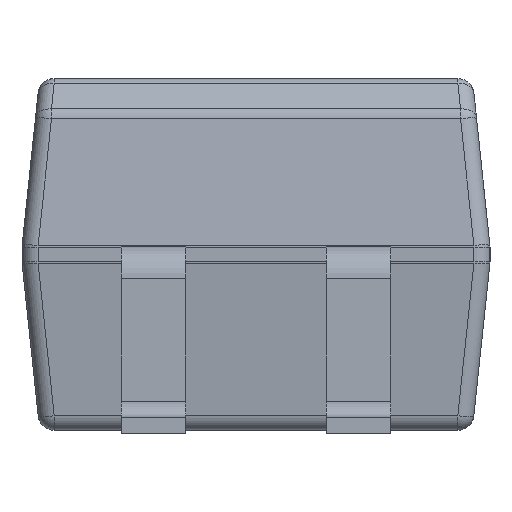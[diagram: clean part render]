
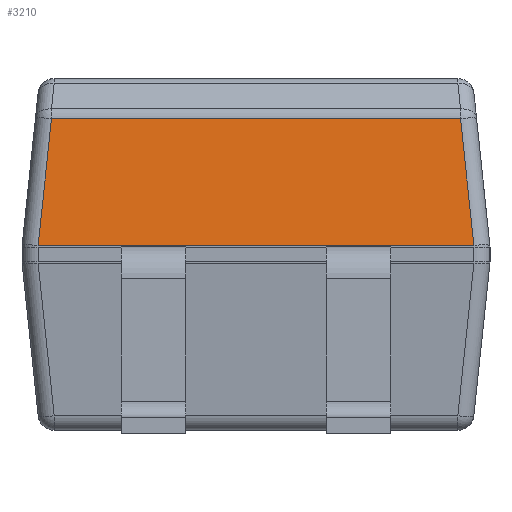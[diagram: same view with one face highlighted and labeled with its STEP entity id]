
A CAD part, left-side view. The second image highlights one B-rep face of the part: STEP entity #3210.
In plain terms, the highlighted planar face has unit normal (-0.995, 0, 0.104).
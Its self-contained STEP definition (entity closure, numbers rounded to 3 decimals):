
#1950 = CYLINDRICAL_SURFACE('',#1951,0.1);
#1951 = AXIS2_PLACEMENT_3D('',#1952,#1953,#1954);
#1952 = CARTESIAN_POINT('',(0.1,0.,1.155));
#1953 = DIRECTION('',(0.,1.,0.));
#1954 = DIRECTION('',(-1.,0.,0.));
#2553 = VERTEX_POINT('',#2554);
#2554 = CARTESIAN_POINT('',(0.001,0.1,1.165));
#2576 = EDGE_CURVE('',#2553,#2577,#2579,.T.);
#2577 = VERTEX_POINT('',#2578);
#2578 = CARTESIAN_POINT('',(0.001,2.8,1.165));
#2579 = SURFACE_CURVE('',#2580,(#2584,#2591),.PCURVE_S1.);
#2580 = LINE('',#2581,#2582);
#2581 = CARTESIAN_POINT('',(0.001,0.,1.165)
  );
#2582 = VECTOR('',#2583,1.);
#2583 = DIRECTION('',(0.,1.,0.));
#2584 = PCURVE('',#1950,#2585);
#2585 = DEFINITIONAL_REPRESENTATION('',(#2586),#2590);
#2586 = LINE('',#2587,#2588);
#2587 = CARTESIAN_POINT('',(0.105,0.));
#2588 = VECTOR('',#2589,1.);
#2589 = DIRECTION('',(0.,1.));
#2590 = ( GEOMETRIC_REPRESENTATION_CONTEXT(2) 
PARAMETRIC_REPRESENTATION_CONTEXT() REPRESENTATION_CONTEXT('2D SPACE',''
  ) );
#2591 = PCURVE('',#2592,#2597);
#2592 = PLANE('',#2593);
#2593 = AXIS2_PLACEMENT_3D('',#2594,#2595,#2596);
#2594 = CARTESIAN_POINT('',(0.,0.,1.16));
#2595 = DIRECTION('',(-0.995,0.,0.105));
#2596 = DIRECTION('',(0.,1.,0.));
#2597 = DEFINITIONAL_REPRESENTATION('',(#2598),#2602);
#2598 = LINE('',#2599,#2600);
#2599 = CARTESIAN_POINT('',(0.,-0.005));
#2600 = VECTOR('',#2601,1.);
#2601 = DIRECTION('',(1.,0.));
#2602 = ( GEOMETRIC_REPRESENTATION_CONTEXT(2) 
PARAMETRIC_REPRESENTATION_CONTEXT() REPRESENTATION_CONTEXT('2D SPACE',''
  ) );
#3150 = CYLINDRICAL_SURFACE('',#3151,0.1);
#3151 = AXIS2_PLACEMENT_3D('',#3152,#3153,#3154);
#3152 = CARTESIAN_POINT('',(0.098,0.098,
    1.139));
#3153 = DIRECTION('',(0.104,0.104,0.989));
#3154 = DIRECTION('',(-0.995,0.,
    0.105));
#3194 = CYLINDRICAL_SURFACE('',#3195,0.1);
#3195 = AXIS2_PLACEMENT_3D('',#3196,#3197,#3198);
#3196 = CARTESIAN_POINT('',(0.098,2.802,
    1.139));
#3197 = DIRECTION('',(0.104,-0.104,0.989));
#3198 = DIRECTION('',(-0.995,0.,0.105
    ));
#3210 = ADVANCED_FACE('',(#3211),#2592,.T.);
#3211 = FACE_BOUND('',#3212,.T.);
#3212 = EDGE_LOOP('',(#3213,#3214,#3237,#3265));
#3213 = ORIENTED_EDGE('',*,*,#2576,.F.);
#3214 = ORIENTED_EDGE('',*,*,#3215,.T.);
#3215 = EDGE_CURVE('',#2553,#3216,#3218,.T.);
#3216 = VERTEX_POINT('',#3217);
#3217 = CARTESIAN_POINT('',(0.083,0.183,
    1.952));
#3218 = SURFACE_CURVE('',#3219,(#3223,#3230),.PCURVE_S1.);
#3219 = LINE('',#3220,#3221);
#3220 = CARTESIAN_POINT('',(-0.001,0.098,
    1.15));
#3221 = VECTOR('',#3222,1.);
#3222 = DIRECTION('',(0.104,0.104,0.989));
#3223 = PCURVE('',#2592,#3224);
#3224 = DEFINITIONAL_REPRESENTATION('',(#3225),#3229);
#3225 = LINE('',#3226,#3227);
#3226 = CARTESIAN_POINT('',(0.098,0.01));
#3227 = VECTOR('',#3228,1.);
#3228 = DIRECTION('',(0.104,-0.995));
#3229 = ( GEOMETRIC_REPRESENTATION_CONTEXT(2) 
PARAMETRIC_REPRESENTATION_CONTEXT() REPRESENTATION_CONTEXT('2D SPACE',''
  ) );
#3230 = PCURVE('',#3150,#3231);
#3231 = DEFINITIONAL_REPRESENTATION('',(#3232),#3236);
#3232 = LINE('',#3233,#3234);
#3233 = CARTESIAN_POINT('',(0.,0.));
#3234 = VECTOR('',#3235,1.);
#3235 = DIRECTION('',(0.,1.));
#3236 = ( GEOMETRIC_REPRESENTATION_CONTEXT(2) 
PARAMETRIC_REPRESENTATION_CONTEXT() REPRESENTATION_CONTEXT('2D SPACE',''
  ) );
#3237 = ORIENTED_EDGE('',*,*,#3238,.T.);
#3238 = EDGE_CURVE('',#3216,#3239,#3241,.T.);
#3239 = VERTEX_POINT('',#3240);
#3240 = CARTESIAN_POINT('',(0.083,2.717,
    1.952));
#3241 = SURFACE_CURVE('',#3242,(#3246,#3253),.PCURVE_S1.);
#3242 = LINE('',#3243,#3244);
#3243 = CARTESIAN_POINT('',(0.083,0.087,
    1.952));
#3244 = VECTOR('',#3245,1.);
#3245 = DIRECTION('',(0.,1.,0.));
#3246 = PCURVE('',#2592,#3247);
#3247 = DEFINITIONAL_REPRESENTATION('',(#3248),#3252);
#3248 = LINE('',#3249,#3250);
#3249 = CARTESIAN_POINT('',(0.087,-0.796));
#3250 = VECTOR('',#3251,1.);
#3251 = DIRECTION('',(1.,0.));
#3252 = ( GEOMETRIC_REPRESENTATION_CONTEXT(2) 
PARAMETRIC_REPRESENTATION_CONTEXT() REPRESENTATION_CONTEXT('2D SPACE',''
  ) );
#3253 = PCURVE('',#3254,#3259);
#3254 = CYLINDRICAL_SURFACE('',#3255,0.1);
#3255 = AXIS2_PLACEMENT_3D('',#3256,#3257,#3258);
#3256 = CARTESIAN_POINT('',(0.183,0.087,
    1.941));
#3257 = DIRECTION('',(0.,1.,0.));
#3258 = DIRECTION('',(-0.995,0.,0.105));
#3259 = DEFINITIONAL_REPRESENTATION('',(#3260),#3264);
#3260 = LINE('',#3261,#3262);
#3261 = CARTESIAN_POINT('',(0.,0.));
#3262 = VECTOR('',#3263,1.);
#3263 = DIRECTION('',(0.,1.));
#3264 = ( GEOMETRIC_REPRESENTATION_CONTEXT(2) 
PARAMETRIC_REPRESENTATION_CONTEXT() REPRESENTATION_CONTEXT('2D SPACE',''
  ) );
#3265 = ORIENTED_EDGE('',*,*,#3266,.F.);
#3266 = EDGE_CURVE('',#2577,#3239,#3267,.T.);
#3267 = SURFACE_CURVE('',#3268,(#3272,#3279),.PCURVE_S1.);
#3268 = LINE('',#3269,#3270);
#3269 = CARTESIAN_POINT('',(-0.001,2.802,
    1.15));
#3270 = VECTOR('',#3271,1.);
#3271 = DIRECTION('',(0.104,-0.104,0.989));
#3272 = PCURVE('',#2592,#3273);
#3273 = DEFINITIONAL_REPRESENTATION('',(#3274),#3278);
#3274 = LINE('',#3275,#3276);
#3275 = CARTESIAN_POINT('',(2.802,0.01));
#3276 = VECTOR('',#3277,1.);
#3277 = DIRECTION('',(-0.104,-0.995));
#3278 = ( GEOMETRIC_REPRESENTATION_CONTEXT(2) 
PARAMETRIC_REPRESENTATION_CONTEXT() REPRESENTATION_CONTEXT('2D SPACE',''
  ) );
#3279 = PCURVE('',#3194,#3280);
#3280 = DEFINITIONAL_REPRESENTATION('',(#3281),#3285);
#3281 = LINE('',#3282,#3283);
#3282 = CARTESIAN_POINT('',(0.,0.));
#3283 = VECTOR('',#3284,1.);
#3284 = DIRECTION('',(0.,1.));
#3285 = ( GEOMETRIC_REPRESENTATION_CONTEXT(2) 
PARAMETRIC_REPRESENTATION_CONTEXT() REPRESENTATION_CONTEXT('2D SPACE',''
  ) );
